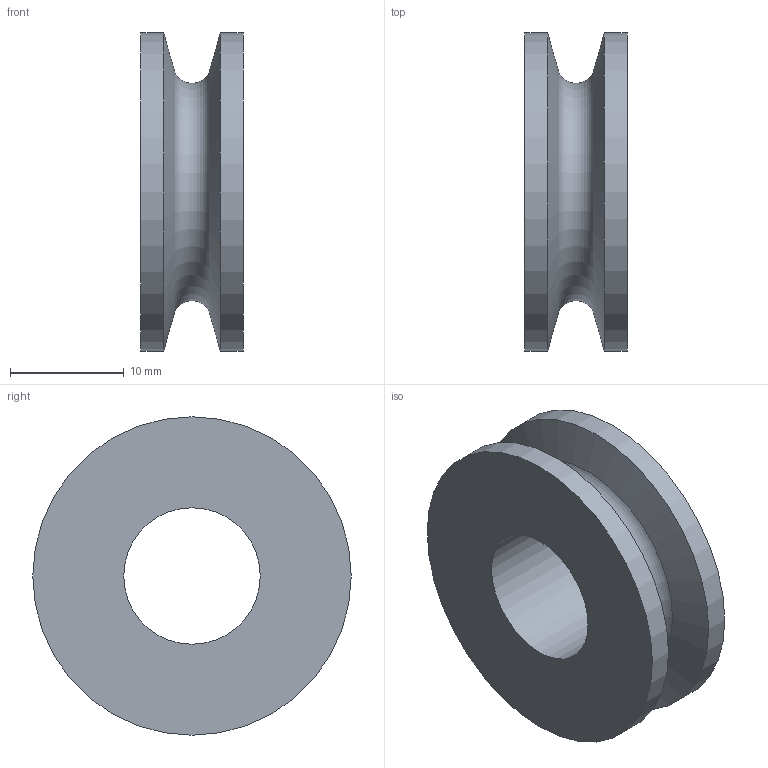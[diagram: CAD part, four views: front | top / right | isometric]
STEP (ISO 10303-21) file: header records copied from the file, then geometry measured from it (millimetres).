
FILE_DESCRIPTION(/* description */ (''),/* implementation_level */ '2;1');
FILE_NAME(/* name */ 'poulie.stp',/* time_stamp */ '2019-04-17T11:22:02+02:00',/* author */ ('jn.fabie'),/* organization */ (''),/* preprocessor_version */ 'ST-DEVELOPER v17',/* originating_system */ 'Autodesk Inventor 2019',/* authorisation */ '');
FILE_SCHEMA (('AUTOMOTIVE_DESIGN { 1 0 10303 214 3 1 1 }'));
Length unit declared in the file: millimetre
Products named in the file (1): Pièce1
Bounding box: 9 x 28 x 28 mm (x, y, z)
Volume: 3303.2 mm3; surface area: 2489.7 mm2
Topology: 1 solids, 1 shells, 8 faces, 21 edges, 15 vertices
Faces by surface type: cylinder 3, cone 2, plane 2, torus 1
Full cylindrical faces by diameter (mm): 12 x1, 28 x2
Entity records: 308 total; most frequent: DIRECTION 55, CARTESIAN_POINT 45, ORIENTED_EDGE 42, AXIS2_PLACEMENT_3D 25, EDGE_CURVE 21, CIRCLE 16, VERTEX_POINT 15, EDGE_LOOP 10
